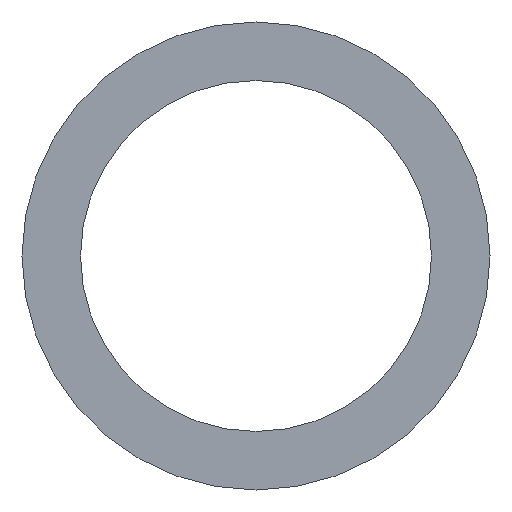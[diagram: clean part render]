
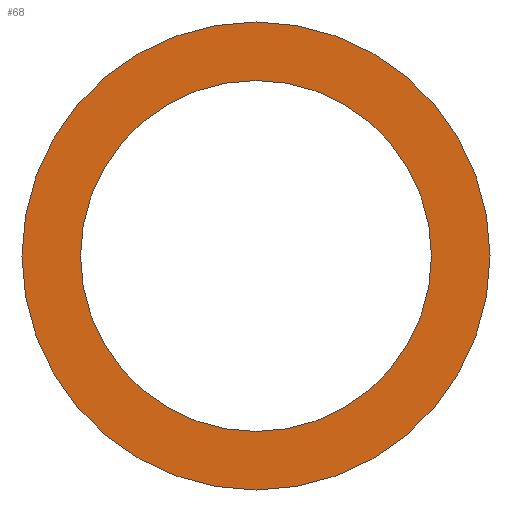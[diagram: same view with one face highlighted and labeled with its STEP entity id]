
A CAD part, front view. The second image highlights one B-rep face of the part: STEP entity #68.
In plain terms, the highlighted planar face has unit normal (0, -1, 0).
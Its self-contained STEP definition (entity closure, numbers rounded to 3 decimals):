
#3 = AXIS2_PLACEMENT_3D ( 'NONE', #28, #49, #185 ) ;
#7 = CIRCLE ( 'NONE', #167, 3. ) ;
#22 = EDGE_CURVE ( 'NONE', #102, #136, #7, .T. ) ;
#28 = CARTESIAN_POINT ( 'NONE',  ( 0., 0., 0. ) ) ;
#32 = CARTESIAN_POINT ( 'NONE',  ( 0., 0., 0. ) ) ;
#34 = DIRECTION ( 'NONE',  ( 0., 1., 0. ) ) ;
#49 = DIRECTION ( 'NONE',  ( 0., 1., 0. ) ) ;
#59 = ORIENTED_EDGE ( 'NONE', *, *, #216, .F. ) ;
#68 = ADVANCED_FACE ( 'NONE', ( #203, #183 ), #151, .F. ) ;
#69 = DIRECTION ( 'NONE',  ( 0., 0., 1. ) ) ;
#73 = DIRECTION ( 'NONE',  ( 0., 1., 0. ) ) ;
#98 = ORIENTED_EDGE ( 'NONE', *, *, #22, .T. ) ;
#102 = VERTEX_POINT ( 'NONE', #117 ) ;
#117 = CARTESIAN_POINT ( 'NONE',  ( 0., 0., -3. ) ) ;
#123 = CARTESIAN_POINT ( 'NONE',  ( 0., 0., 0. ) ) ;
#125 = DIRECTION ( 'NONE',  ( 0., 0., 1. ) ) ;
#129 = EDGE_CURVE ( 'NONE', #230, #244, #139, .T. ) ;
#134 = DIRECTION ( 'NONE',  ( 0., 0., 1. ) ) ;
#136 = VERTEX_POINT ( 'NONE', #241 ) ;
#137 = DIRECTION ( 'NONE',  ( 0., 0., 1. ) ) ;
#139 = CIRCLE ( 'NONE', #248, 4. ) ;
#142 = AXIS2_PLACEMENT_3D ( 'NONE', #156, #34, #137 ) ;
#146 = ORIENTED_EDGE ( 'NONE', *, *, #129, .F. ) ;
#151 = PLANE ( 'NONE',  #3 ) ;
#156 = CARTESIAN_POINT ( 'NONE',  ( 0., 0., 0. ) ) ;
#167 = AXIS2_PLACEMENT_3D ( 'NONE', #184, #73, #134 ) ;
#170 = ORIENTED_EDGE ( 'NONE', *, *, #231, .T. ) ;
#174 = CARTESIAN_POINT ( 'NONE',  ( 0., 0., -4. ) ) ;
#183 = FACE_BOUND ( 'NONE', #218, .T. ) ;
#184 = CARTESIAN_POINT ( 'NONE',  ( 0., 0., 0. ) ) ;
#185 = DIRECTION ( 'NONE',  ( 0., 0., 1. ) ) ;
#186 = CIRCLE ( 'NONE', #240, 4. ) ;
#187 = DIRECTION ( 'NONE',  ( 0., 1., 0. ) ) ;
#190 = CARTESIAN_POINT ( 'NONE',  ( 0., 0., 4. ) ) ;
#203 = FACE_OUTER_BOUND ( 'NONE', #236, .T. ) ;
#216 = EDGE_CURVE ( 'NONE', #244, #230, #186, .T. ) ;
#218 = EDGE_LOOP ( 'NONE', ( #98, #170 ) ) ;
#224 = DIRECTION ( 'NONE',  ( 0., 1., 0. ) ) ;
#230 = VERTEX_POINT ( 'NONE', #174 ) ;
#231 = EDGE_CURVE ( 'NONE', #136, #102, #233, .T. ) ;
#233 = CIRCLE ( 'NONE', #142, 3. ) ;
#236 = EDGE_LOOP ( 'NONE', ( #146, #59 ) ) ;
#240 = AXIS2_PLACEMENT_3D ( 'NONE', #123, #224, #125 ) ;
#241 = CARTESIAN_POINT ( 'NONE',  ( 0., 0., 3. ) ) ;
#244 = VERTEX_POINT ( 'NONE', #190 ) ;
#248 = AXIS2_PLACEMENT_3D ( 'NONE', #32, #187, #69 ) ;
